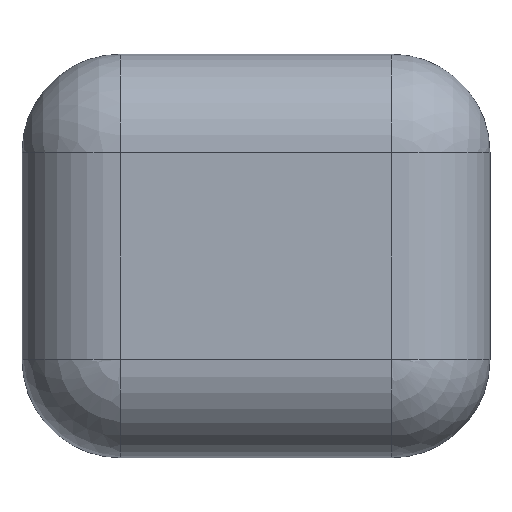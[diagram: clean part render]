
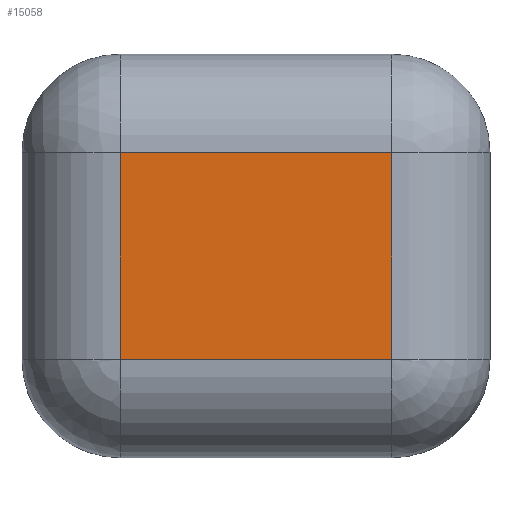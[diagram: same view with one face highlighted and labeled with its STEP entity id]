
A CAD part, front view. The second image highlights one B-rep face of the part: STEP entity #15058.
In plain terms, the highlighted planar face has unit normal (0, -1, 0).
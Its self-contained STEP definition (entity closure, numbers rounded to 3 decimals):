
#805 = VERTEX_POINT ( 'NONE', #50464 ) ;
#1226 = EDGE_CURVE ( 'NONE', #23399, #16563, #23893, .T. ) ;
#1715 = EDGE_CURVE ( 'NONE', #21039, #805, #28683, .T. ) ;
#4169 = ORIENTED_EDGE ( 'NONE', *, *, #40040, .T. ) ;
#6325 = EDGE_CURVE ( 'NONE', #805, #23399, #27741, .T. ) ;
#7359 = PLANE ( 'NONE',  #46193 ) ;
#12166 = EDGE_LOOP ( 'NONE', ( #4169, #39248, #44891, #33494 ) ) ;
#12180 = CARTESIAN_POINT ( 'NONE',  ( 0., -119.884, 0. ) ) ;
#12553 = VECTOR ( 'NONE', #16626, 1000. ) ;
#14672 = CARTESIAN_POINT ( 'NONE',  ( -110.186, -119.884, -84.078 ) ) ;
#15058 = ADVANCED_FACE ( 'NONE', ( #32078 ), #7359, .T. ) ;
#15846 = CARTESIAN_POINT ( 'NONE',  ( -110.186, -119.884, -164.078 ) ) ;
#16563 = VERTEX_POINT ( 'NONE', #36095 ) ;
#16626 = DIRECTION ( 'NONE',  ( 0., 0., -1. ) ) ;
#19579 = DIRECTION ( 'NONE',  ( -1., 0., 0. ) ) ;
#20152 = VECTOR ( 'NONE', #19579, 1000. ) ;
#21039 = VERTEX_POINT ( 'NONE', #14672 ) ;
#23399 = VERTEX_POINT ( 'NONE', #28140 ) ;
#23893 = LINE ( 'NONE', #36232, #20152 ) ;
#27741 = LINE ( 'NONE', #47678, #33142 ) ;
#28005 = DIRECTION ( 'NONE',  ( 0., 0., 1. ) ) ;
#28140 = CARTESIAN_POINT ( 'NONE',  ( 110.186, -119.884, 84.078 ) ) ;
#28168 = DIRECTION ( 'NONE',  ( 1., 0., 0. ) ) ;
#28578 = DIRECTION ( 'NONE',  ( 0., -1., 0. ) ) ;
#28683 = LINE ( 'NONE', #48621, #29580 ) ;
#29580 = VECTOR ( 'NONE', #28168, 1000. ) ;
#32078 = FACE_OUTER_BOUND ( 'NONE', #12166, .T. ) ;
#32750 = LINE ( 'NONE', #15846, #12553 ) ;
#33142 = VECTOR ( 'NONE', #28005, 1000. ) ;
#33494 = ORIENTED_EDGE ( 'NONE', *, *, #1226, .T. ) ;
#36095 = CARTESIAN_POINT ( 'NONE',  ( -110.186, -119.884, 84.078 ) ) ;
#36232 = CARTESIAN_POINT ( 'NONE',  ( -190.186, -119.884, 84.078 ) ) ;
#39248 = ORIENTED_EDGE ( 'NONE', *, *, #1715, .T. ) ;
#40040 = EDGE_CURVE ( 'NONE', #16563, #21039, #32750, .T. ) ;
#44891 = ORIENTED_EDGE ( 'NONE', *, *, #6325, .T. ) ;
#46193 = AXIS2_PLACEMENT_3D ( 'NONE', #12180, #28578, #49559 ) ;
#47678 = CARTESIAN_POINT ( 'NONE',  ( 110.186, -119.884, 0. ) ) ;
#48621 = CARTESIAN_POINT ( 'NONE',  ( 0., -119.884, -84.078 ) ) ;
#49559 = DIRECTION ( 'NONE',  ( 0., 0., -1. ) ) ;
#50464 = CARTESIAN_POINT ( 'NONE',  ( 110.186, -119.884, -84.078 ) ) ;
